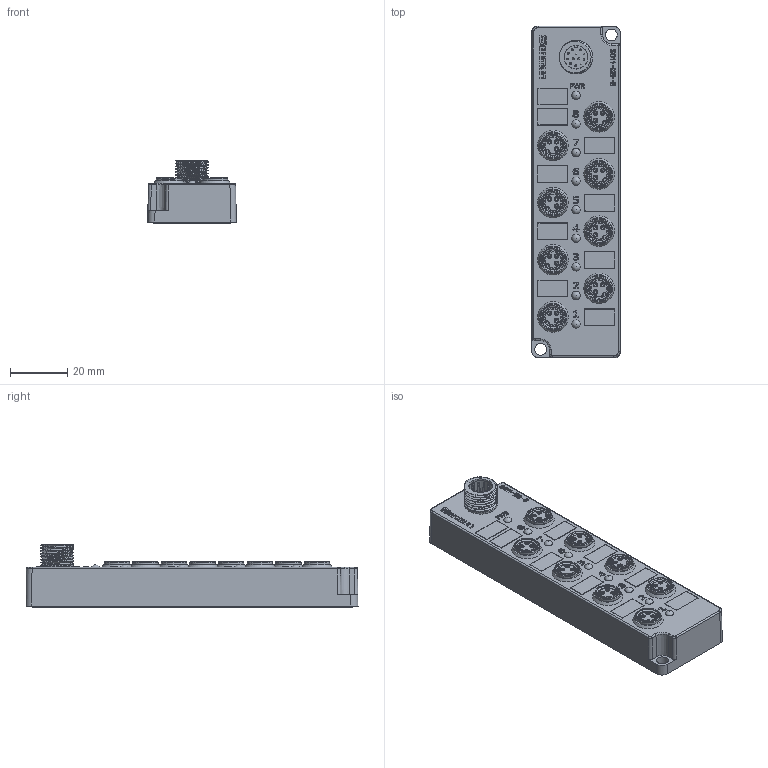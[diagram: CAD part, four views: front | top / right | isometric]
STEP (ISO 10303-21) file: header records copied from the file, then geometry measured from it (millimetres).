
FILE_DESCRIPTION(/* description */ (''),/* implementation_level */ '2;1');
FILE_NAME(/* name */ 'S011-M8-8 3D.stp',/* time_stamp */ '2024-08-15T17:12:02+08:00',/* author */ (''),/* organization */ (''),/* preprocessor_version */ 'ST-DEVELOPER v14',/* originating_system */ 'SIEMENS PLM Software NX 8.0',/* authorisation */ '');
FILE_SCHEMA (('AUTOMOTIVE_DESIGN { 1 0 10303 214 3 1 1 1 }'));
Products named in the file (1): S011-M8-8 3D_stp
Bounding box: 31 x 116.15 x 22 mm (x, y, z)
Volume: 147.4 mm3; surface area: 19535.2 mm2
Topology: 26 solids, 36 shells, 1649 faces, 4800 edges, 3195 vertices
Faces by surface type: plane 780, extrusion 348, cylinder 253, cone 171, bspline 40, sphere 31, torus 26
Full cylindrical faces by diameter (mm): 0.6 x12, 1.1 x24, 1.2 x24, 1.4 x45, 1.5 x45, 4.1 x2, 6 x8, 6.9 x4, 7 x5, 7.5 x5, 8.3 x1, 11.7 x7
Entity records: 79703 total; most frequent: CARTESIAN_POINT 33160, ORIENTED_EDGE 8392, DIRECTION 6940, EDGE_CURVE 4196, VERTEX_POINT 2944, VECTOR 2666, LINE 2318, EDGE_LOOP 2226
